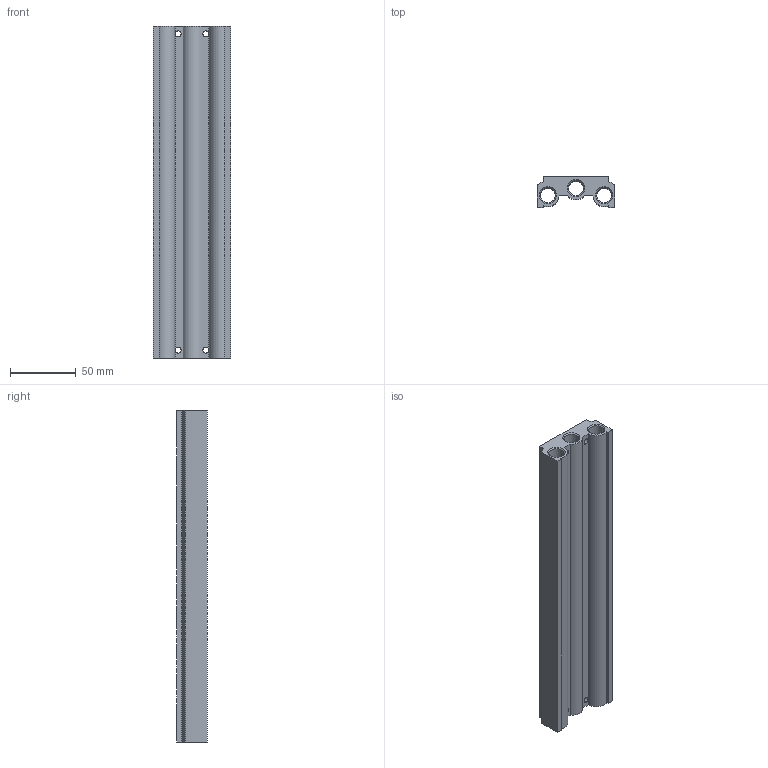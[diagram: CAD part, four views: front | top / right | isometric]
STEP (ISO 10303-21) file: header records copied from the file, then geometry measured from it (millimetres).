
FILE_DESCRIPTION (( 'STEP AP214' ), '1' );
FILE_NAME ('EMC-V52-10.STEP', '2020-04-02T09:04:43', ( '' ), ( '' ), 'SwSTEP 2.0', 'SolidWorks 2020', '' );
FILE_SCHEMA (( 'AUTOMOTIVE_DESIGN' ));
Length unit declared in the file: millimetre
Products named in the file (1): EMC-V52-10
Bounding box: 59 x 23.5 x 253 mm (x, y, z)
Volume: 185605.6 mm3; surface area: 77314.4 mm2
Topology: 1 solids, 1 shells, 242 faces, 630 edges, 370 vertices
Faces by surface type: cylinder 117, cone 90, plane 35
Entity records: 10790 total; most frequent: CARTESIAN_POINT 4873, DIRECTION 1240, ORIENTED_EDGE 1180, EDGE_CURVE 590, AXIS2_PLACEMENT_3D 487, VERTEX_POINT 370, EDGE_LOOP 336, LINE 266
